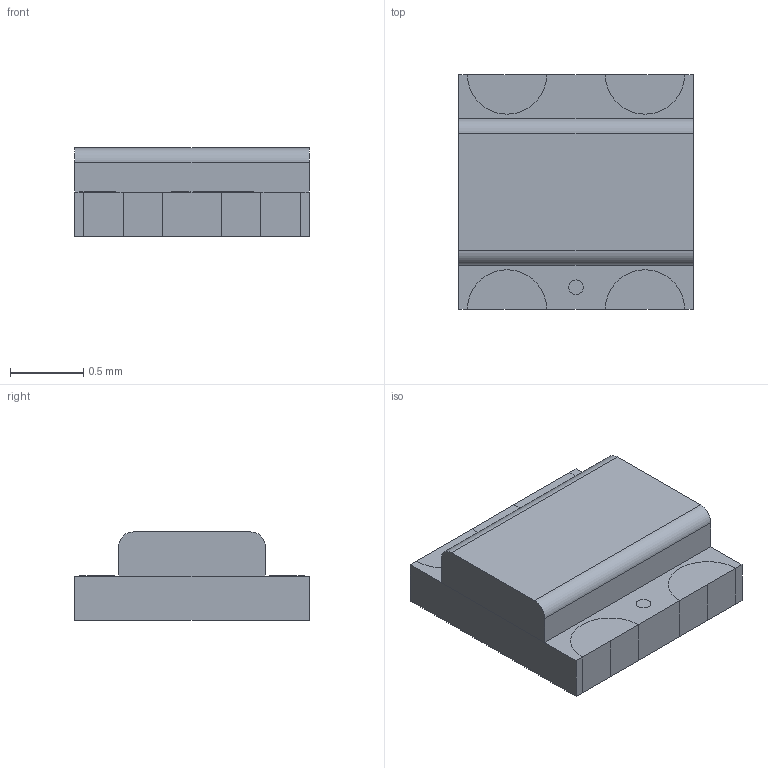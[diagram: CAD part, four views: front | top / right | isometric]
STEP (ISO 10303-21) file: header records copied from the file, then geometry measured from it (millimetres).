
FILE_DESCRIPTION(('FreeCAD Model'),'2;1');
FILE_NAME('Open CASCADE Shape Model','2021-01-13T09:29:23',( 'kicad StepUp'),('ksu MCAD'),'Open CASCADE STEP processor 7.4', 'FreeCAD','Unknown');
FILE_SCHEMA(('AUTOMOTIVE_DESIGN { 1 0 10303 214 1 1 1 1 }'));
Length unit declared in the file: millimetre
Products named in the file (1): Fusion005
Bounding box: 1.6 x 1.6 x 0.6 mm (x, y, z)
Volume: 1.2 mm3; surface area: 8.5 mm2
Topology: 1 solids, 1 shells, 35 faces, 77 edges, 45 vertices
Faces by surface type: plane 33, cylinder 2
Entity records: 1124 total; most frequent: DIRECTION 162, CARTESIAN_POINT 158, ORIENTED_EDGE 154, EDGE_CURVE 77, LINE 64, VECTOR 64, AXIS2_PLACEMENT_3D 49, VERTEX_POINT 45
